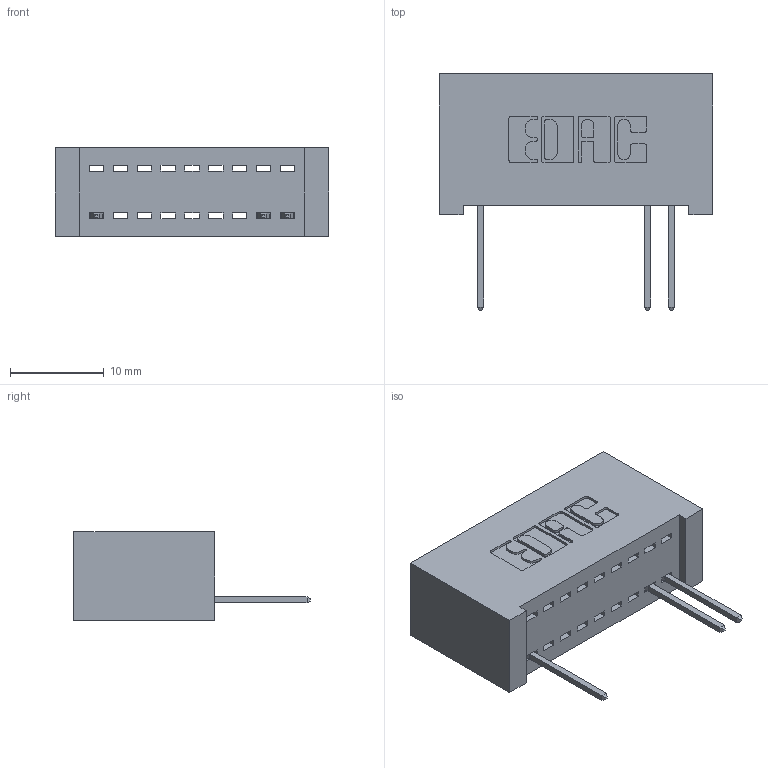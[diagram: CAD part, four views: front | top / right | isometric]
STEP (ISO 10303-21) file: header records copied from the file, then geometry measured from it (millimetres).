
FILE_DESCRIPTION (( 'STEP AP203' ), '1' );
FILE_NAME ('392-009-523-101.STEP', '2018-08-14T19:40:13', ( '' ), ( '' ), 'SwSTEP 2.0', 'SolidWorks 2016', '' );
FILE_SCHEMA (( 'CONFIG_CONTROL_DESIGN' ));
Length unit declared in the file: inch
Products named in the file (3): 342 Part_Lugless; 345-292-001_345-293-123; 392-009-523-101
Assembly tree (4 placements, depth 2):
  392-009-523-101
    342 Part_Lugless
    345-292-001_345-293-123  x3
Bounding box: 29.11 x 25.15 x 9.4 mm (x, y, z)
Volume: 2769.9 mm3; surface area: 3421.9 mm2
Topology: 4 solids, 4 shells, 348 faces, 1055 edges, 698 vertices
Faces by surface type: plane 260, cylinder 88
Entity records: 9187 total; most frequent: CARTESIAN_POINT 1623, ORIENTED_EDGE 1574, DIRECTION 1421, EDGE_CURVE 787, VECTOR 667, LINE 667, VERTEX_POINT 522, AXIS2_PLACEMENT_3D 377
